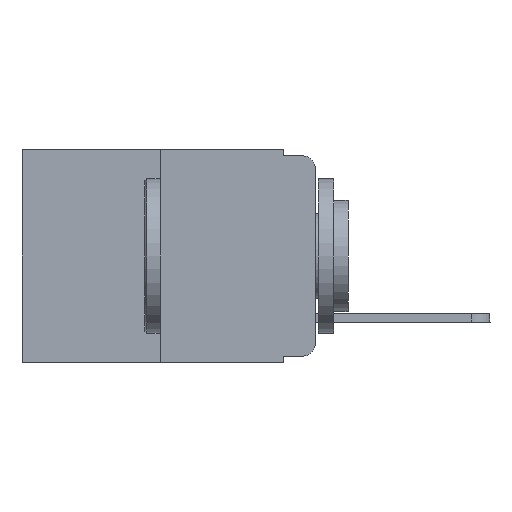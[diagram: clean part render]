
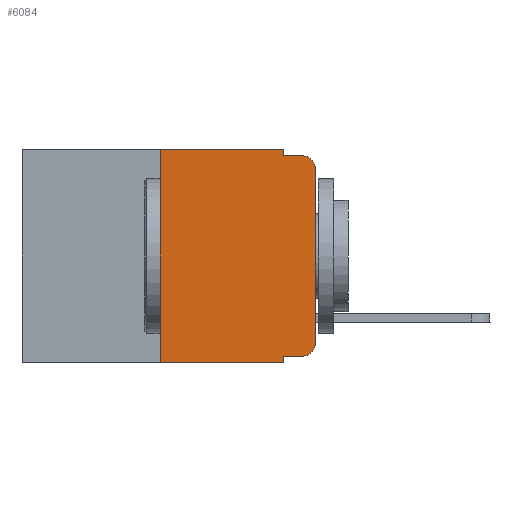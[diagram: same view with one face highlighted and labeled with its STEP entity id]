
A CAD part, left-side view. The second image highlights one B-rep face of the part: STEP entity #6084.
In plain terms, the highlighted planar face has unit normal (-1, 0, 0).
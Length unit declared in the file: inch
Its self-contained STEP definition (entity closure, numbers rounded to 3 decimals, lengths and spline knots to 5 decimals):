
#238 = VECTOR ( 'NONE', #4137, 39.37008 ) ;
#502 = ORIENTED_EDGE ( 'NONE', *, *, #10412, .T. ) ;
#509 = CARTESIAN_POINT ( 'NONE',  ( 0., 0.473, 0. ) ) ;
#668 = CARTESIAN_POINT ( 'NONE',  ( 0., 0., -0.03 ) ) ;
#815 = CARTESIAN_POINT ( 'NONE',  ( 0., 0.02, -0.333 ) ) ;
#1184 = ORIENTED_EDGE ( 'NONE', *, *, #24709, .T. ) ;
#1358 = EDGE_LOOP ( 'NONE', ( #21138, #502, #18020, #5460, #24829, #16908, #1184, #14010, #3381, #15411 ) ) ;
#1657 = CARTESIAN_POINT ( 'NONE',  ( 0., 0.02, -0.01 ) ) ;
#1814 = VERTEX_POINT ( 'NONE', #16333 ) ;
#2020 = VECTOR ( 'NONE', #17787, 39.37008 ) ;
#2133 = CARTESIAN_POINT ( 'NONE',  ( 0., 0.25, -0.343 ) ) ;
#2493 = DIRECTION ( 'NONE',  ( 1., 0., 0. ) ) ;
#2878 = CIRCLE ( 'NONE', #14584, 0.02 ) ;
#2887 = CARTESIAN_POINT ( 'NONE',  ( 0., 0.02, -0.03 ) ) ;
#3129 = DIRECTION ( 'NONE',  ( 0., 0., 1. ) ) ;
#3381 = ORIENTED_EDGE ( 'NONE', *, *, #7564, .T. ) ;
#3875 = LINE ( 'NONE', #19838, #2020 ) ;
#4137 = DIRECTION ( 'NONE',  ( 0., -1., 0. ) ) ;
#4160 = CARTESIAN_POINT ( 'NONE',  ( 0., 0.051, -0.343 ) ) ;
#4894 = AXIS2_PLACEMENT_3D ( 'NONE', #14503, #2493, #10347 ) ;
#5460 = ORIENTED_EDGE ( 'NONE', *, *, #14667, .F. ) ;
#6073 = LINE ( 'NONE', #509, #238 ) ;
#6084 = ADVANCED_FACE ( 'NONE', ( #13965 ), #18164, .F. ) ;
#6187 = DIRECTION ( 'NONE',  ( 0., 0., 1. ) ) ;
#6291 = DIRECTION ( 'NONE',  ( 0., -1., 0. ) ) ;
#7174 = DIRECTION ( 'NONE',  ( 0., 0., -1. ) ) ;
#7564 = EDGE_CURVE ( 'NONE', #23371, #17517, #16794, .T. ) ;
#7830 = CARTESIAN_POINT ( 'NONE',  ( 0., 0.051, -0.333 ) ) ;
#8180 = CARTESIAN_POINT ( 'NONE',  ( 0., 0.051, -0.01 ) ) ;
#8196 = VECTOR ( 'NONE', #17815, 39.37008 ) ;
#8759 = LINE ( 'NONE', #24572, #24664 ) ;
#8777 = EDGE_CURVE ( 'NONE', #15774, #15930, #19171, .T. ) ;
#8809 = EDGE_CURVE ( 'NONE', #1814, #17794, #6073, .T. ) ;
#9486 = EDGE_CURVE ( 'NONE', #23371, #18006, #8759, .T. ) ;
#9821 = EDGE_CURVE ( 'NONE', #17517, #23152, #15743, .T. ) ;
#10197 = CARTESIAN_POINT ( 'NONE',  ( 0., 0.02, -0.313 ) ) ;
#10347 = DIRECTION ( 'NONE',  ( 0., 0., -1. ) ) ;
#10412 = EDGE_CURVE ( 'NONE', #22601, #15930, #2878, .T. ) ;
#10799 = LINE ( 'NONE', #17944, #22066 ) ;
#11080 = EDGE_CURVE ( 'NONE', #23996, #1814, #24565, .T. ) ;
#12923 = VECTOR ( 'NONE', #3129, 39.37008 ) ;
#13516 = CARTESIAN_POINT ( 'NONE',  ( 0., 0., -0.313 ) ) ;
#13623 = VECTOR ( 'NONE', #6187, 39.37008 ) ;
#13911 = CARTESIAN_POINT ( 'NONE',  ( 0., 0.051, -0.01 ) ) ;
#13965 = FACE_OUTER_BOUND ( 'NONE', #1358, .T. ) ;
#14010 = ORIENTED_EDGE ( 'NONE', *, *, #9486, .F. ) ;
#14285 = DIRECTION ( 'NONE',  ( 0., 0., -1. ) ) ;
#14503 = CARTESIAN_POINT ( 'NONE',  ( 0., 0.473, 0. ) ) ;
#14526 = DIRECTION ( 'NONE',  ( 0., -1., 0. ) ) ;
#14584 = AXIS2_PLACEMENT_3D ( 'NONE', #2887, #18468, #18653 ) ;
#14667 = EDGE_CURVE ( 'NONE', #17794, #15774, #3875, .T. ) ;
#15411 = ORIENTED_EDGE ( 'NONE', *, *, #9821, .T. ) ;
#15743 = CIRCLE ( 'NONE', #24218, 0.02 ) ;
#15774 = VERTEX_POINT ( 'NONE', #8180 ) ;
#15889 = CARTESIAN_POINT ( 'NONE',  ( 0., 0., 0. ) ) ;
#15930 = VERTEX_POINT ( 'NONE', #1657 ) ;
#16333 = CARTESIAN_POINT ( 'NONE',  ( 0., 0.25, 0. ) ) ;
#16794 = LINE ( 'NONE', #20311, #21691 ) ;
#16908 = ORIENTED_EDGE ( 'NONE', *, *, #11080, .F. ) ;
#16933 = CARTESIAN_POINT ( 'NONE',  ( 0., 0.051, 0. ) ) ;
#17517 = VERTEX_POINT ( 'NONE', #815 ) ;
#17787 = DIRECTION ( 'NONE',  ( 0., 0., -1. ) ) ;
#17794 = VERTEX_POINT ( 'NONE', #16933 ) ;
#17815 = DIRECTION ( 'NONE',  ( 0., -1., 0. ) ) ;
#17944 = CARTESIAN_POINT ( 'NONE',  ( 0., 0.473, -0.343 ) ) ;
#18006 = VERTEX_POINT ( 'NONE', #4160 ) ;
#18012 = DIRECTION ( 'NONE',  ( -1., 0., 0. ) ) ;
#18020 = ORIENTED_EDGE ( 'NONE', *, *, #8777, .F. ) ;
#18067 = EDGE_CURVE ( 'NONE', #23152, #22601, #18806, .T. ) ;
#18164 = PLANE ( 'NONE',  #4894 ) ;
#18468 = DIRECTION ( 'NONE',  ( -1., 0., 0. ) ) ;
#18653 = DIRECTION ( 'NONE',  ( 0., 0., -1. ) ) ;
#18806 = LINE ( 'NONE', #15889, #13623 ) ;
#19171 = LINE ( 'NONE', #13911, #8196 ) ;
#19838 = CARTESIAN_POINT ( 'NONE',  ( 0., 0.051, 0. ) ) ;
#20311 = CARTESIAN_POINT ( 'NONE',  ( 0., 0.051, -0.333 ) ) ;
#21138 = ORIENTED_EDGE ( 'NONE', *, *, #18067, .T. ) ;
#21691 = VECTOR ( 'NONE', #14526, 39.37008 ) ;
#22066 = VECTOR ( 'NONE', #6291, 39.37008 ) ;
#22601 = VERTEX_POINT ( 'NONE', #668 ) ;
#22822 = CARTESIAN_POINT ( 'NONE',  ( 0., 0.25, 0. ) ) ;
#23152 = VERTEX_POINT ( 'NONE', #13516 ) ;
#23371 = VERTEX_POINT ( 'NONE', #7830 ) ;
#23996 = VERTEX_POINT ( 'NONE', #2133 ) ;
#24218 = AXIS2_PLACEMENT_3D ( 'NONE', #10197, #18012, #14285 ) ;
#24565 = LINE ( 'NONE', #22822, #12923 ) ;
#24572 = CARTESIAN_POINT ( 'NONE',  ( 0., 0.051, 0. ) ) ;
#24664 = VECTOR ( 'NONE', #7174, 39.37008 ) ;
#24709 = EDGE_CURVE ( 'NONE', #23996, #18006, #10799, .T. ) ;
#24829 = ORIENTED_EDGE ( 'NONE', *, *, #8809, .F. ) ;
